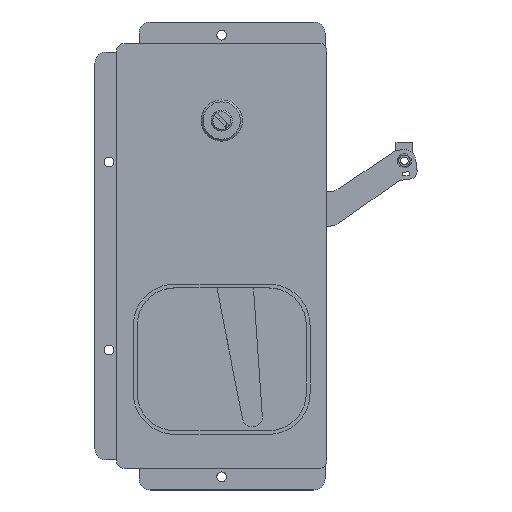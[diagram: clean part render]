
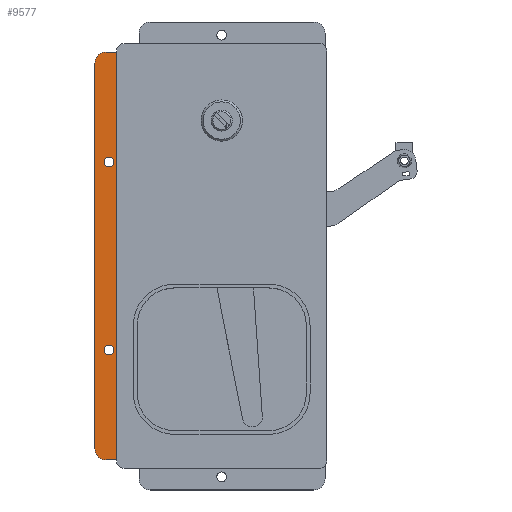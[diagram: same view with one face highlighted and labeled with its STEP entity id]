
A CAD part, top view. The second image highlights one B-rep face of the part: STEP entity #9577.
In plain terms, the highlighted planar face has unit normal (0, 0, 1).
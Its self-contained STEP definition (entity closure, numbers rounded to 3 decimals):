
#164 = CIRCLE ( 'NONE', #12739, 2.6 ) ;
#208 = VECTOR ( 'NONE', #12346, 1000. ) ;
#236 = EDGE_LOOP ( 'NONE', ( #17631, #11291 ) ) ;
#582 = EDGE_LOOP ( 'NONE', ( #18332, #3004 ) ) ;
#990 = CIRCLE ( 'NONE', #19607, 6. ) ;
#1164 = CIRCLE ( 'NONE', #8721, 2.6 ) ;
#1651 = EDGE_CURVE ( 'NONE', #12757, #14036, #990, .T. ) ;
#1703 = CARTESIAN_POINT ( 'NONE',  ( -61.5, -102.5, -7. ) ) ;
#1814 = AXIS2_PLACEMENT_3D ( 'NONE', #17343, #4163, #17497 ) ;
#1874 = EDGE_CURVE ( 'NONE', #18894, #9281, #12540, .T. ) ;
#1921 = EDGE_CURVE ( 'NONE', #12029, #8132, #11997, .T. ) ;
#1976 = CARTESIAN_POINT ( 'NONE',  ( -60., -50., -7. ) ) ;
#2462 = EDGE_CURVE ( 'NONE', #17442, #18926, #164, .T. ) ;
#2652 = VECTOR ( 'NONE', #2683, 1000. ) ;
#2683 = DIRECTION ( 'NONE',  ( 1., 0., 0. ) ) ;
#2897 = LINE ( 'NONE', #5927, #2652 ) ;
#3004 = ORIENTED_EDGE ( 'NONE', *, *, #20335, .T. ) ;
#3353 = DIRECTION ( 'NONE',  ( 0., 0., 1. ) ) ;
#3714 = DIRECTION ( 'NONE',  ( 0., 0., -1. ) ) ;
#3929 = CARTESIAN_POINT ( 'NONE',  ( -67.5, -102.5, -7. ) ) ;
#4084 = CARTESIAN_POINT ( 'NONE',  ( -62.6, -50., -7. ) ) ;
#4163 = DIRECTION ( 'NONE',  ( 0., 0., -1. ) ) ;
#4399 = VECTOR ( 'NONE', #19815, 1000. ) ;
#4588 = ORIENTED_EDGE ( 'NONE', *, *, #12128, .T. ) ;
#4652 = PLANE ( 'NONE',  #9732 ) ;
#4901 = LINE ( 'NONE', #5726, #208 ) ;
#5157 = AXIS2_PLACEMENT_3D ( 'NONE', #19542, #12771, #14308 ) ;
#5644 = CARTESIAN_POINT ( 'NONE',  ( -61.5, 108.5, -7. ) ) ;
#5726 = CARTESIAN_POINT ( 'NONE',  ( -67.5, 108.5, -7. ) ) ;
#5927 = CARTESIAN_POINT ( 'NONE',  ( -51.5, -108.5, -7. ) ) ;
#6072 = CARTESIAN_POINT ( 'NONE',  ( -60., 50., -7. ) ) ;
#6153 = DIRECTION ( 'NONE',  ( 1., 0., 0. ) ) ;
#6721 = EDGE_CURVE ( 'NONE', #12029, #16531, #12097, .T. ) ;
#7882 = DIRECTION ( 'NONE',  ( -1., 0., 0. ) ) ;
#7887 = FACE_OUTER_BOUND ( 'NONE', #12175, .T. ) ;
#7990 = CARTESIAN_POINT ( 'NONE',  ( -57.4, -50., -7. ) ) ;
#8132 = VERTEX_POINT ( 'NONE', #11253 ) ;
#8711 = CARTESIAN_POINT ( 'NONE',  ( -51.5, -108.5, -7. ) ) ;
#8721 = AXIS2_PLACEMENT_3D ( 'NONE', #6072, #10998, #9372 ) ;
#9281 = VERTEX_POINT ( 'NONE', #4084 ) ;
#9311 = EDGE_CURVE ( 'NONE', #14036, #14667, #2897, .T. ) ;
#9372 = DIRECTION ( 'NONE',  ( -1., 0., 0. ) ) ;
#9396 = CARTESIAN_POINT ( 'NONE',  ( -60., 50., -7. ) ) ;
#9577 = ADVANCED_FACE ( 'NONE', ( #16028, #18920, #7887 ), #4652, .F. ) ;
#9599 = AXIS2_PLACEMENT_3D ( 'NONE', #1976, #3714, #16986 ) ;
#9732 = AXIS2_PLACEMENT_3D ( 'NONE', #16383, #11406, #7882 ) ;
#9981 = DIRECTION ( 'NONE',  ( -1., 0., 0. ) ) ;
#10462 = CIRCLE ( 'NONE', #9599, 2.6 ) ;
#10998 = DIRECTION ( 'NONE',  ( 0., 0., -1. ) ) ;
#11146 = EDGE_CURVE ( 'NONE', #16531, #14667, #17773, .T. ) ;
#11253 = CARTESIAN_POINT ( 'NONE',  ( -67.5, 102.5, -7. ) ) ;
#11291 = ORIENTED_EDGE ( 'NONE', *, *, #2462, .T. ) ;
#11395 = CARTESIAN_POINT ( 'NONE',  ( -51.5, 108.5, -7. ) ) ;
#11406 = DIRECTION ( 'NONE',  ( 0., 0., -1. ) ) ;
#11997 = CIRCLE ( 'NONE', #5157, 6. ) ;
#12029 = VERTEX_POINT ( 'NONE', #5644 ) ;
#12097 = LINE ( 'NONE', #19271, #19932 ) ;
#12128 = EDGE_CURVE ( 'NONE', #8132, #12757, #4901, .T. ) ;
#12175 = EDGE_LOOP ( 'NONE', ( #17350, #15387, #4588, #19028, #17190, #12225 ) ) ;
#12225 = ORIENTED_EDGE ( 'NONE', *, *, #11146, .F. ) ;
#12346 = DIRECTION ( 'NONE',  ( 0., -1., 0. ) ) ;
#12540 = CIRCLE ( 'NONE', #1814, 2.6 ) ;
#12739 = AXIS2_PLACEMENT_3D ( 'NONE', #9396, #21127, #9981 ) ;
#12757 = VERTEX_POINT ( 'NONE', #3929 ) ;
#12771 = DIRECTION ( 'NONE',  ( 0., 0., 1. ) ) ;
#12801 = CARTESIAN_POINT ( 'NONE',  ( -57.4, 50., -7. ) ) ;
#14036 = VERTEX_POINT ( 'NONE', #18315 ) ;
#14308 = DIRECTION ( 'NONE',  ( -1., 0., 0. ) ) ;
#14667 = VERTEX_POINT ( 'NONE', #8711 ) ;
#14934 = CARTESIAN_POINT ( 'NONE',  ( -51.5, 108.5, -7. ) ) ;
#15115 = DIRECTION ( 'NONE',  ( -1., 0., 0. ) ) ;
#15387 = ORIENTED_EDGE ( 'NONE', *, *, #1921, .T. ) ;
#16028 = FACE_BOUND ( 'NONE', #236, .T. ) ;
#16212 = EDGE_CURVE ( 'NONE', #18926, #17442, #1164, .T. ) ;
#16383 = CARTESIAN_POINT ( 'NONE',  ( -51.5, 108.5, -7. ) ) ;
#16531 = VERTEX_POINT ( 'NONE', #11395 ) ;
#16986 = DIRECTION ( 'NONE',  ( -1., 0., 0. ) ) ;
#17190 = ORIENTED_EDGE ( 'NONE', *, *, #9311, .T. ) ;
#17343 = CARTESIAN_POINT ( 'NONE',  ( -60., -50., -7. ) ) ;
#17350 = ORIENTED_EDGE ( 'NONE', *, *, #6721, .F. ) ;
#17442 = VERTEX_POINT ( 'NONE', #19127 ) ;
#17497 = DIRECTION ( 'NONE',  ( -1., 0., 0. ) ) ;
#17631 = ORIENTED_EDGE ( 'NONE', *, *, #16212, .T. ) ;
#17773 = LINE ( 'NONE', #14934, #4399 ) ;
#18315 = CARTESIAN_POINT ( 'NONE',  ( -61.5, -108.5, -7. ) ) ;
#18332 = ORIENTED_EDGE ( 'NONE', *, *, #1874, .T. ) ;
#18894 = VERTEX_POINT ( 'NONE', #7990 ) ;
#18920 = FACE_BOUND ( 'NONE', #582, .T. ) ;
#18926 = VERTEX_POINT ( 'NONE', #12801 ) ;
#19028 = ORIENTED_EDGE ( 'NONE', *, *, #1651, .T. ) ;
#19127 = CARTESIAN_POINT ( 'NONE',  ( -62.6, 50., -7. ) ) ;
#19271 = CARTESIAN_POINT ( 'NONE',  ( -51.5, 108.5, -7. ) ) ;
#19542 = CARTESIAN_POINT ( 'NONE',  ( -61.5, 102.5, -7. ) ) ;
#19607 = AXIS2_PLACEMENT_3D ( 'NONE', #1703, #3353, #15115 ) ;
#19815 = DIRECTION ( 'NONE',  ( 0., -1., 0. ) ) ;
#19932 = VECTOR ( 'NONE', #6153, 1000. ) ;
#20335 = EDGE_CURVE ( 'NONE', #9281, #18894, #10462, .T. ) ;
#21127 = DIRECTION ( 'NONE',  ( 0., 0., -1. ) ) ;
